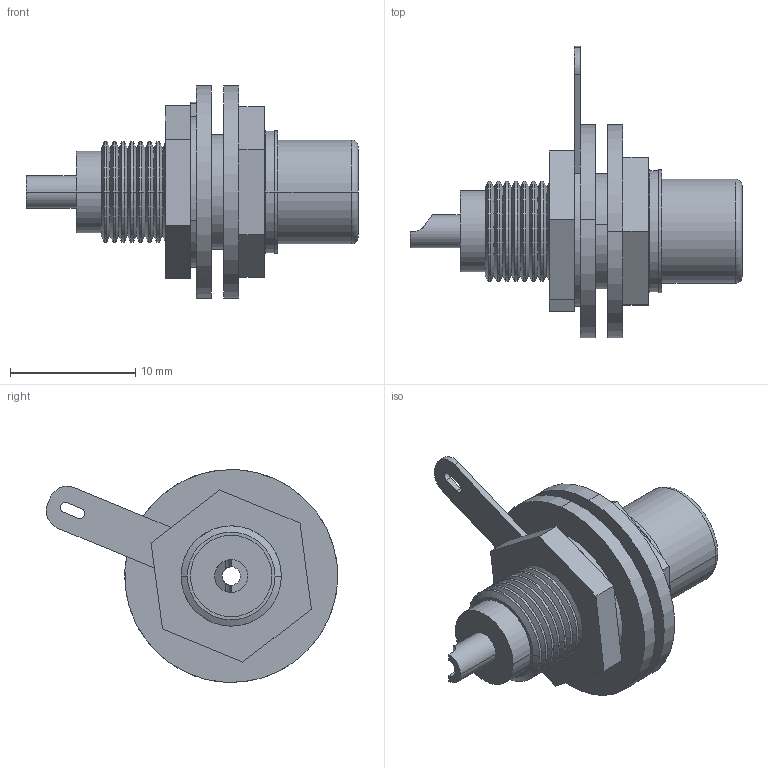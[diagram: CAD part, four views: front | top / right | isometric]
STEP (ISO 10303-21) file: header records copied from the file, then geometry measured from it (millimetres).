
FILE_DESCRIPTION (( 'STEP AP214' ), '1' );
FILE_NAME ('RCA_chassis.STEP', '2011-12-01T22:32:06', ( 'stein' ), ( '' ), 'SwSTEP 2.0', 'SolidWorks 2010', '' );
FILE_SCHEMA (( 'AUTOMOTIVE_DESIGN' ));
Length unit declared in the file: millimetre
Products named in the file (6): RCA R; RCA izolator R; RCA izolator L; RCA usica; RCA matica; RCA_chassis
Assembly tree (5 placements, depth 2):
  RCA_chassis
    RCA R
    RCA izolator R
    RCA izolator L
    RCA usica
    RCA matica
Bounding box: 26.5 x 23.26 x 17 mm (x, y, z)
Volume: 1750.4 mm3; surface area: 2709.9 mm2
Topology: 5 solids, 5 shells, 165 faces, 356 edges, 210 vertices
Faces by surface type: cylinder 69, cone 54, plane 40, torus 2
Entity records: 4869 total; most frequent: DIRECTION 860, CARTESIAN_POINT 779, ORIENTED_EDGE 712, EDGE_CURVE 356, AXIS2_PLACEMENT_3D 339, VERTEX_POINT 210, EDGE_LOOP 186, VECTOR 182
